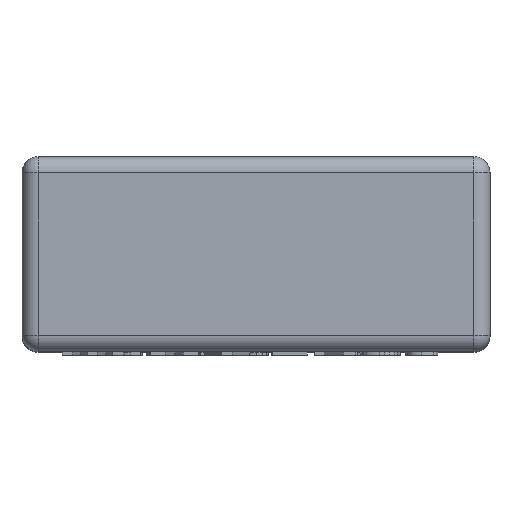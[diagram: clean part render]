
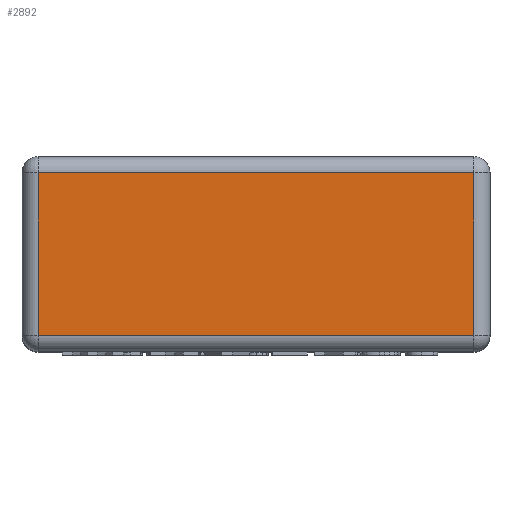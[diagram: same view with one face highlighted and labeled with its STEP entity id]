
A CAD part, top view. The second image highlights one B-rep face of the part: STEP entity #2892.
In plain terms, the highlighted planar face has unit normal (0, 0, 1).
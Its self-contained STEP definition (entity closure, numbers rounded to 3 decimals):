
#193 = VERTEX_POINT('',#194);
#194 = CARTESIAN_POINT('',(-3.35,1.25,7.5));
#201 = EDGE_CURVE('',#193,#202,#204,.T.);
#202 = VERTEX_POINT('',#203);
#203 = CARTESIAN_POINT('',(-3.35,-1.25,7.5));
#204 = LINE('',#205,#206);
#205 = CARTESIAN_POINT('',(-3.35,1.5,7.5));
#206 = VECTOR('',#207,1.);
#207 = DIRECTION('',(0.,-1.,0.));
#2892 = ADVANCED_FACE('',(#2893),#2918,.T.);
#2893 = FACE_BOUND('',#2894,.T.);
#2894 = EDGE_LOOP('',(#2895,#2903,#2911,#2917));
#2895 = ORIENTED_EDGE('',*,*,#2896,.T.);
#2896 = EDGE_CURVE('',#202,#2897,#2899,.T.);
#2897 = VERTEX_POINT('',#2898);
#2898 = CARTESIAN_POINT('',(3.35,-1.25,7.5));
#2899 = LINE('',#2900,#2901);
#2900 = CARTESIAN_POINT('',(-3.6,-1.25,7.5));
#2901 = VECTOR('',#2902,1.);
#2902 = DIRECTION('',(1.,0.,0.));
#2903 = ORIENTED_EDGE('',*,*,#2904,.F.);
#2904 = EDGE_CURVE('',#2905,#2897,#2907,.T.);
#2905 = VERTEX_POINT('',#2906);
#2906 = CARTESIAN_POINT('',(3.35,1.25,7.5));
#2907 = LINE('',#2908,#2909);
#2908 = CARTESIAN_POINT('',(3.35,1.5,7.5));
#2909 = VECTOR('',#2910,1.);
#2910 = DIRECTION('',(0.,-1.,0.));
#2911 = ORIENTED_EDGE('',*,*,#2912,.F.);
#2912 = EDGE_CURVE('',#193,#2905,#2913,.T.);
#2913 = LINE('',#2914,#2915);
#2914 = CARTESIAN_POINT('',(-3.6,1.25,7.5));
#2915 = VECTOR('',#2916,1.);
#2916 = DIRECTION('',(1.,0.,0.));
#2917 = ORIENTED_EDGE('',*,*,#201,.T.);
#2918 = PLANE('',#2919);
#2919 = AXIS2_PLACEMENT_3D('',#2920,#2921,#2922);
#2920 = CARTESIAN_POINT('',(-3.6,1.5,7.5));
#2921 = DIRECTION('',(0.,0.,1.));
#2922 = DIRECTION('',(1.,0.,0.));
